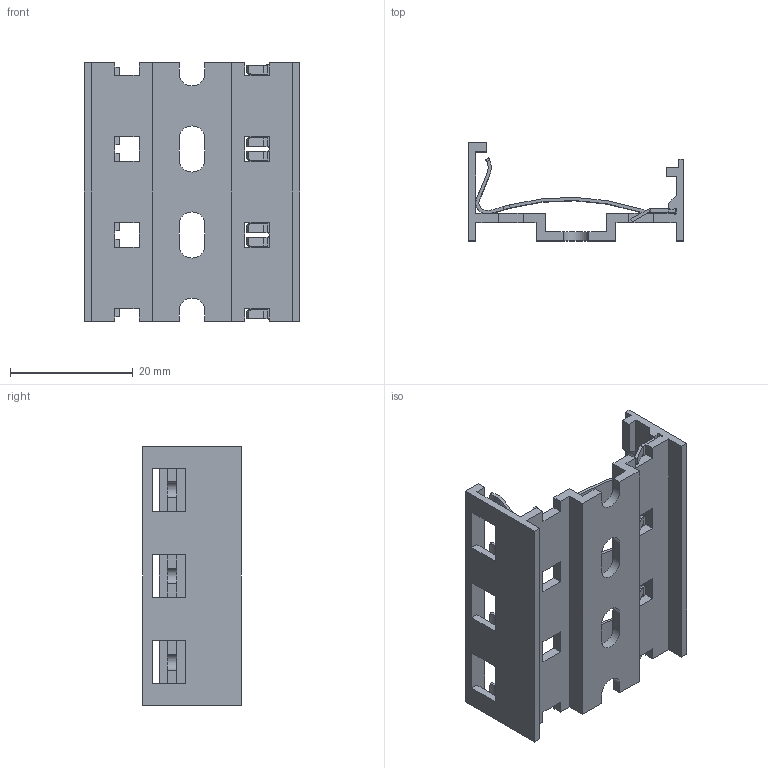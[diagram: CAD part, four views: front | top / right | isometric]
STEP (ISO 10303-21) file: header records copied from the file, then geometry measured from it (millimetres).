
FILE_DESCRIPTION((''),'2;1');
FILE_NAME('00175110307','2019-11-25T',('presta_be4'),(''),'CREO PARAMETRIC BY PTC INC, 2018360','CREO PARAMETRIC BY PTC INC, 2018360','');
FILE_SCHEMA(('CONFIG_CONTROL_DESIGN'));
Length unit declared in the file: millimetre
Products named in the file (1): 00175110307
Bounding box: 35 x 16 x 42 mm (x, y, z)
Volume: 4218.7 mm3; surface area: 7890.7 mm2
Topology: 1 solids, 1 shells, 394 faces, 1203 edges, 795 vertices
Faces by surface type: plane 244, cylinder 150
Entity records: 15362 total; most frequent: CARTESIAN_POINT 4462, ORIENTED_EDGE 2406, DIRECTION 2146, EDGE_CURVE 1203, VECTOR 824, LINE 824, VERTEX_POINT 795, AXIS2_PLACEMENT_3D 661
